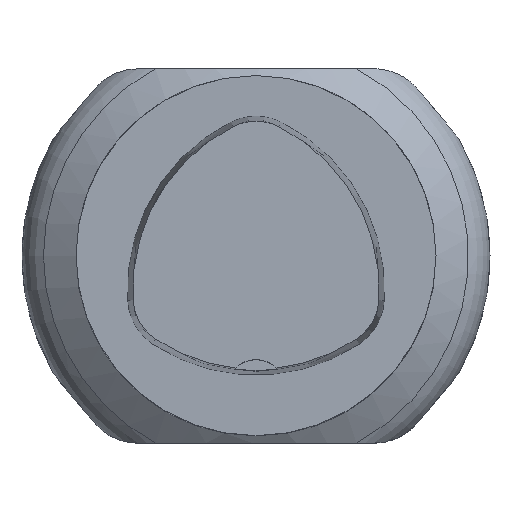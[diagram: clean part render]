
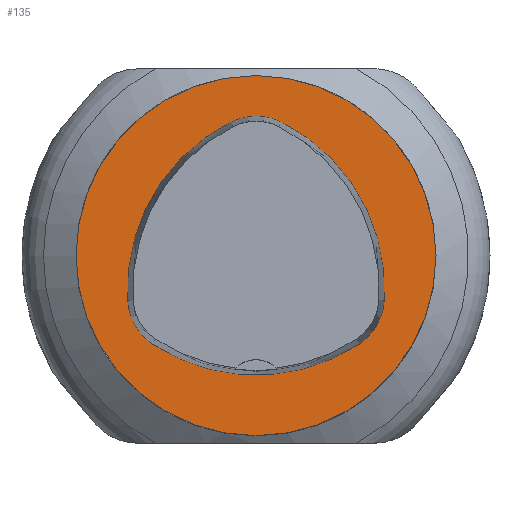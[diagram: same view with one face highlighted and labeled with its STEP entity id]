
A CAD part, top view. The second image highlights one B-rep face of the part: STEP entity #135.
In plain terms, the highlighted planar face has unit normal (0, 0, 1).
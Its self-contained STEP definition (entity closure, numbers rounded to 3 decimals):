
#108=PLANE('',#890);
#135=ADVANCED_FACE('',(#235,#236),#108,.T.);
#193=CIRCLE('',#877,50.);
#195=CIRCLE('',#884,15.5);
#196=CIRCLE('',#885,52.);
#197=CIRCLE('',#886,15.5);
#198=CIRCLE('',#887,52.);
#199=CIRCLE('',#888,15.5);
#200=CIRCLE('',#889,52.);
#235=FACE_BOUND('',#245,.T.);
#236=FACE_BOUND('',#246,.T.);
#245=EDGE_LOOP('',(#319));
#246=EDGE_LOOP('',(#320,#321,#322,#323,#324,#325));
#319=ORIENTED_EDGE('',*,*,#619,.F.);
#320=ORIENTED_EDGE('',*,*,#629,.T.);
#321=ORIENTED_EDGE('',*,*,#630,.T.);
#322=ORIENTED_EDGE('',*,*,#631,.T.);
#323=ORIENTED_EDGE('',*,*,#632,.T.);
#324=ORIENTED_EDGE('',*,*,#633,.T.);
#325=ORIENTED_EDGE('',*,*,#634,.T.);
#541=VERTEX_POINT('',#1234);
#551=VERTEX_POINT('',#1255);
#552=VERTEX_POINT('',#1256);
#553=VERTEX_POINT('',#1258);
#554=VERTEX_POINT('',#1260);
#555=VERTEX_POINT('',#1262);
#556=VERTEX_POINT('',#1264);
#619=EDGE_CURVE('',#541,#541,#193,.T.);
#629=EDGE_CURVE('',#551,#552,#195,.T.);
#630=EDGE_CURVE('',#552,#553,#196,.T.);
#631=EDGE_CURVE('',#553,#554,#197,.T.);
#632=EDGE_CURVE('',#554,#555,#198,.T.);
#633=EDGE_CURVE('',#555,#556,#199,.T.);
#634=EDGE_CURVE('',#556,#551,#200,.T.);
#877=AXIS2_PLACEMENT_3D('',#1233,#986,#987);
#884=AXIS2_PLACEMENT_3D('',#1254,#1004,#1005);
#885=AXIS2_PLACEMENT_3D('',#1257,#1006,#1007);
#886=AXIS2_PLACEMENT_3D('',#1259,#1008,#1009);
#887=AXIS2_PLACEMENT_3D('',#1261,#1010,#1011);
#888=AXIS2_PLACEMENT_3D('',#1263,#1012,#1013);
#889=AXIS2_PLACEMENT_3D('',#1265,#1014,#1015);
#890=AXIS2_PLACEMENT_3D('',#1266,#1016,#1017);
#986=DIRECTION('',(0.,0.,-1.));
#987=DIRECTION('',(-1.,0.,0.));
#1004=DIRECTION('',(0.,0.,-1.));
#1005=DIRECTION('',(-0.5,0.866,0.));
#1006=DIRECTION('',(0.,0.,-1.));
#1007=DIRECTION('',(-0.5,0.866,0.));
#1008=DIRECTION('',(0.,0.,-1.));
#1009=DIRECTION('',(-0.5,0.866,0.));
#1010=DIRECTION('',(0.,0.,-1.));
#1011=DIRECTION('',(-0.5,0.866,0.));
#1012=DIRECTION('',(0.,0.,-1.));
#1013=DIRECTION('',(-0.5,0.866,0.));
#1014=DIRECTION('',(0.,0.,-1.));
#1015=DIRECTION('',(-0.5,0.866,0.));
#1016=DIRECTION('',(0.,0.,1.));
#1017=DIRECTION('',(-1.,0.,0.));
#1233=CARTESIAN_POINT('',(0.,0.,0.));
#1234=CARTESIAN_POINT('',(-50.,0.,0.));
#1254=CARTESIAN_POINT('',(20.135,-11.625,0.));
#1255=CARTESIAN_POINT('',(35.607,-12.566,0.));
#1256=CARTESIAN_POINT('',(28.686,-24.553,0.));
#1257=CARTESIAN_POINT('',(0.,18.819,0.));
#1258=CARTESIAN_POINT('',(-28.686,-24.553,0.));
#1259=CARTESIAN_POINT('',(-20.135,-11.625,0.));
#1260=CARTESIAN_POINT('',(-35.607,-12.566,0.));
#1261=CARTESIAN_POINT('',(16.298,-9.409,0.));
#1262=CARTESIAN_POINT('',(-6.921,37.119,0.));
#1263=CARTESIAN_POINT('',(0.,23.25,0.));
#1264=CARTESIAN_POINT('',(6.921,37.119,0.));
#1265=CARTESIAN_POINT('',(-16.298,-9.409,0.));
#1266=CARTESIAN_POINT('',(0.,0.,0.));
